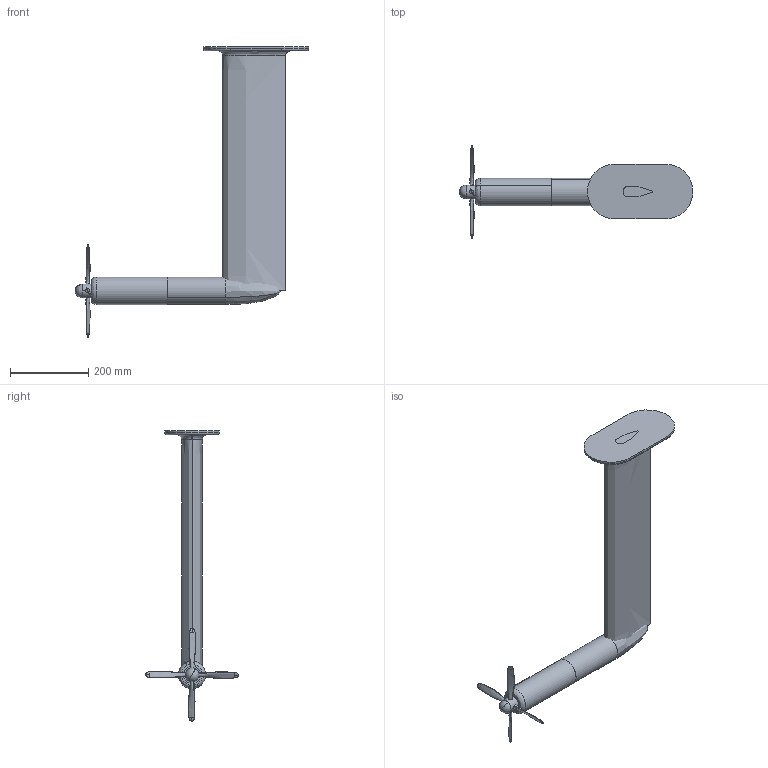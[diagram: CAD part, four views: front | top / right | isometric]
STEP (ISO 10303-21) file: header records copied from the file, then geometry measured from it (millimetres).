
FILE_DESCRIPTION(('CATIA V5 STEP Exchange'),'2;1');
FILE_NAME('stingMountedProp.stp','2018-06-25T09:19:52+00:00',('none'),('none'),'CATIA Version 5 Release 21 SP 6 (IN-10)','CATIA V5 STEP AP203','none');
FILE_SCHEMA(('CONFIG_CONTROL_DESIGN'));
Products named in the file (1): stingMountedProp
Assembly tree (4 placements, depth 2):
  stingMountedProp
    #57
    #30161
    #30473
    #31320
Bounding box: 598.25 x 236.97 x 743.49 mm (x, y, z)
Volume: 6470997.4 mm3; surface area: 524701.3 mm2
Topology: 8 solids, 8 shells, 162 faces, 374 edges, 228 vertices
Faces by surface type: bspline 66, cylinder 31, torus 30, plane 26, revolution 4, extrusion 3, sphere 2
Entity records: 36567 total; most frequent: CARTESIAN_POINT 33545, ORIENTED_EDGE 736, EDGE_CURVE 368, DIRECTION 312, VERTEX_POINT 228, B_SPLINE_CURVE_WITH_KNOTS 200, AXIS2_PLACEMENT_3D 186, EDGE_LOOP 172
